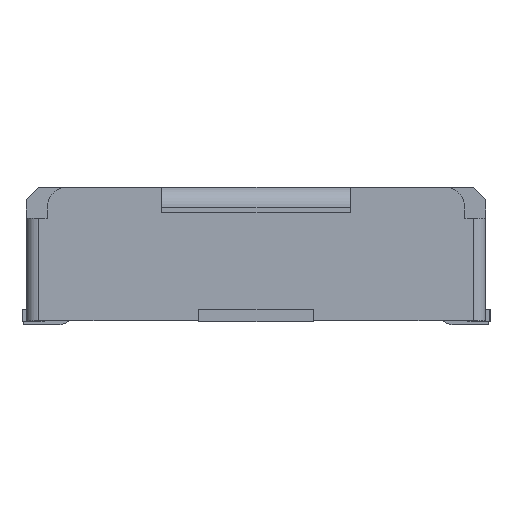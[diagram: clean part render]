
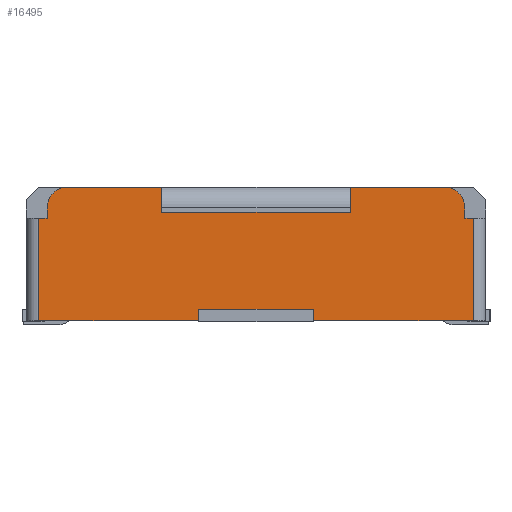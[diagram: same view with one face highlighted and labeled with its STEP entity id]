
A CAD part, left-side view. The second image highlights one B-rep face of the part: STEP entity #16495.
In plain terms, the highlighted planar face has unit normal (-1, 0, 0).
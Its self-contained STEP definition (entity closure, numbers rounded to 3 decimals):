
#3230=DIRECTION('',(0.,0.,-1.));
#3231=VECTOR('',#3230,0.49);
#3232=CARTESIAN_POINT('',(-5.075,1.04,0.49));
#3233=LINE('',#3232,#3231);
#3238=CARTESIAN_POINT('',(-5.075,0.9,0.54));
#3239=DIRECTION('',(1.,0.,0.));
#3240=DIRECTION('',(0.,1.,0.));
#3241=AXIS2_PLACEMENT_3D('',#3238,#3239,#3240);
#3243=DIRECTION('',(0.,0.,-1.));
#3244=VECTOR('',#3243,0.12);
#3245=CARTESIAN_POINT('',(-5.075,0.45,0.64));
#3246=LINE('',#3245,#3244);
#3247=DIRECTION('',(0.,0.,1.));
#3248=VECTOR('',#3247,0.12);
#3249=CARTESIAN_POINT('',(-5.075,-0.45,0.52));
#3250=LINE('',#3249,#3248);
#3251=CARTESIAN_POINT('',(-5.075,-0.9,0.54));
#3252=DIRECTION('',(1.,0.,0.));
#3253=DIRECTION('',(0.,0.,1.));
#3254=AXIS2_PLACEMENT_3D('',#3251,#3252,#3253);
#3256=DIRECTION('',(0.,1.,0.));
#3257=VECTOR('',#3256,0.765);
#3258=CARTESIAN_POINT('',(-5.075,-1.04,0.));
#3259=LINE('',#3258,#3257);
#3260=DIRECTION('',(0.,1.,0.));
#3261=VECTOR('',#3260,0.55);
#3262=CARTESIAN_POINT('',(-5.075,-0.275,0.055));
#3263=LINE('',#3262,#3261);
#3264=DIRECTION('',(0.,1.,0.));
#3265=VECTOR('',#3264,0.765);
#3266=CARTESIAN_POINT('',(-5.075,0.275,0.));
#3267=LINE('',#3266,#3265);
#3268=DIRECTION('',(0.,1.,0.));
#3269=VECTOR('',#3268,0.04);
#3270=CARTESIAN_POINT('',(-5.075,1.,0.49));
#3271=LINE('',#3270,#3269);
#3285=DIRECTION('',(0.,0.,-1.));
#3286=VECTOR('',#3285,0.05);
#3287=CARTESIAN_POINT('',(-5.075,1.,0.54));
#3288=LINE('',#3287,#3286);
#3301=DIRECTION('',(0.,1.,0.));
#3302=VECTOR('',#3301,0.45);
#3303=CARTESIAN_POINT('',(-5.075,-0.9,0.64));
#3304=LINE('',#3303,#3302);
#3305=DIRECTION('',(0.,1.,0.));
#3306=VECTOR('',#3305,0.45);
#3307=CARTESIAN_POINT('',(-5.075,0.45,0.64));
#3308=LINE('',#3307,#3306);
#3345=DIRECTION('',(0.,0.,1.));
#3346=VECTOR('',#3345,0.05);
#3347=CARTESIAN_POINT('',(-5.075,-1.,0.49));
#3348=LINE('',#3347,#3346);
#3366=DIRECTION('',(0.,1.,0.));
#3367=VECTOR('',#3366,0.04);
#3368=CARTESIAN_POINT('',(-5.075,-1.04,0.49));
#3369=LINE('',#3368,#3367);
#3460=DIRECTION('',(0.,0.,1.));
#3461=VECTOR('',#3460,0.49);
#3462=CARTESIAN_POINT('',(-5.075,-1.04,0.));
#3463=LINE('',#3462,#3461);
#5336=DIRECTION('',(0.,1.,0.));
#5337=VECTOR('',#5336,0.9);
#5338=CARTESIAN_POINT('',(-5.075,-0.45,0.52));
#5339=LINE('',#5338,#5337);
#6468=DIRECTION('',(0.,0.,-1.));
#6469=VECTOR('',#6468,0.055);
#6470=CARTESIAN_POINT('',(-5.075,-0.275,0.055));
#6471=LINE('',#6470,#6469);
#6484=DIRECTION('',(0.,0.,-1.));
#6485=VECTOR('',#6484,0.055);
#6486=CARTESIAN_POINT('',(-5.075,0.275,0.055));
#6487=LINE('',#6486,#6485);
#8795=CARTESIAN_POINT('',(-5.075,1.,0.49));
#8796=CARTESIAN_POINT('',(-5.075,1.04,0.49));
#8797=VERTEX_POINT('',#8795);
#8798=VERTEX_POINT('',#8796);
#8799=CARTESIAN_POINT('',(-5.075,1.,0.54));
#8800=VERTEX_POINT('',#8799);
#8801=CARTESIAN_POINT('',(-5.075,0.9,0.64));
#8802=VERTEX_POINT('',#8801);
#8803=CARTESIAN_POINT('',(-5.075,0.45,0.64));
#8804=VERTEX_POINT('',#8803);
#8805=CARTESIAN_POINT('',(-5.075,0.45,0.52));
#8806=VERTEX_POINT('',#8805);
#8807=CARTESIAN_POINT('',(-5.075,-0.45,0.52));
#8808=VERTEX_POINT('',#8807);
#8809=CARTESIAN_POINT('',(-5.075,-0.45,0.64));
#8810=VERTEX_POINT('',#8809);
#8811=CARTESIAN_POINT('',(-5.075,-0.9,0.64));
#8812=VERTEX_POINT('',#8811);
#8813=CARTESIAN_POINT('',(-5.075,-1.,0.54));
#8814=VERTEX_POINT('',#8813);
#8815=CARTESIAN_POINT('',(-5.075,-1.,0.49));
#8816=VERTEX_POINT('',#8815);
#8817=CARTESIAN_POINT('',(-5.075,-1.04,0.49));
#8818=VERTEX_POINT('',#8817);
#9886=CARTESIAN_POINT('',(-5.075,-0.275,0.));
#9888=VERTEX_POINT('',#9886);
#9889=CARTESIAN_POINT('',(-5.075,-0.275,0.055));
#9890=VERTEX_POINT('',#9889);
#9893=CARTESIAN_POINT('',(-5.075,0.275,0.));
#9894=VERTEX_POINT('',#9893);
#9895=CARTESIAN_POINT('',(-5.075,0.275,0.055));
#9896=VERTEX_POINT('',#9895);
#11483=CARTESIAN_POINT('',(-5.075,1.04,0.));
#11485=VERTEX_POINT('',#11483);
#11488=CARTESIAN_POINT('',(-5.075,-1.04,0.));
#11490=VERTEX_POINT('',#11488);
#16455=CARTESIAN_POINT('',(-5.075,1.12,0.));
#16456=DIRECTION('',(-1.,0.,0.));
#16457=DIRECTION('',(0.,-1.,0.));
#16458=AXIS2_PLACEMENT_3D('',#16455,#16456,#16457);
#16459=PLANE('',#16458);
#16460=ORIENTED_EDGE('',*,*,#16446,.F.);
#16462=ORIENTED_EDGE('',*,*,#16461,.F.);
#16464=ORIENTED_EDGE('',*,*,#16463,.F.);
#16466=ORIENTED_EDGE('',*,*,#16465,.T.);
#16468=ORIENTED_EDGE('',*,*,#16467,.F.);
#16470=ORIENTED_EDGE('',*,*,#16469,.T.);
#16472=ORIENTED_EDGE('',*,*,#16471,.F.);
#16474=ORIENTED_EDGE('',*,*,#16473,.T.);
#16476=ORIENTED_EDGE('',*,*,#16475,.F.);
#16478=ORIENTED_EDGE('',*,*,#16477,.T.);
#16480=ORIENTED_EDGE('',*,*,#16479,.F.);
#16482=ORIENTED_EDGE('',*,*,#16481,.F.);
#16484=ORIENTED_EDGE('',*,*,#16483,.F.);
#16485=ORIENTED_EDGE('',*,*,#14330,.T.);
#16487=ORIENTED_EDGE('',*,*,#16486,.F.);
#16489=ORIENTED_EDGE('',*,*,#16488,.T.);
#16491=ORIENTED_EDGE('',*,*,#16490,.T.);
#16492=ORIENTED_EDGE('',*,*,#14322,.T.);
#16493=EDGE_LOOP('',(#16460,#16462,#16464,#16466,#16468,#16470,#16472,#16474,
#16476,#16478,#16480,#16482,#16484,#16485,#16487,#16489,#16491,#16492));
#16494=FACE_OUTER_BOUND('',#16493,.F.);
#16495=ADVANCED_FACE('',(#16494),#16459,.T.);
#3242=CIRCLE('',#3241,0.1);
#3255=CIRCLE('',#3254,0.1);
#14322=EDGE_CURVE('',#9894,#11485,#3267,.T.);
#14330=EDGE_CURVE('',#11490,#9888,#3259,.T.);
#16446=EDGE_CURVE('',#8798,#11485,#3233,.T.);
#16461=EDGE_CURVE('',#8797,#8798,#3271,.T.);
#16463=EDGE_CURVE('',#8800,#8797,#3288,.T.);
#16465=EDGE_CURVE('',#8800,#8802,#3242,.T.);
#16467=EDGE_CURVE('',#8804,#8802,#3308,.T.);
#16469=EDGE_CURVE('',#8804,#8806,#3246,.T.);
#16471=EDGE_CURVE('',#8808,#8806,#5339,.T.);
#16473=EDGE_CURVE('',#8808,#8810,#3250,.T.);
#16475=EDGE_CURVE('',#8812,#8810,#3304,.T.);
#16477=EDGE_CURVE('',#8812,#8814,#3255,.T.);
#16479=EDGE_CURVE('',#8816,#8814,#3348,.T.);
#16481=EDGE_CURVE('',#8818,#8816,#3369,.T.);
#16483=EDGE_CURVE('',#11490,#8818,#3463,.T.);
#16486=EDGE_CURVE('',#9890,#9888,#6471,.T.);
#16488=EDGE_CURVE('',#9890,#9896,#3263,.T.);
#16490=EDGE_CURVE('',#9896,#9894,#6487,.T.);
